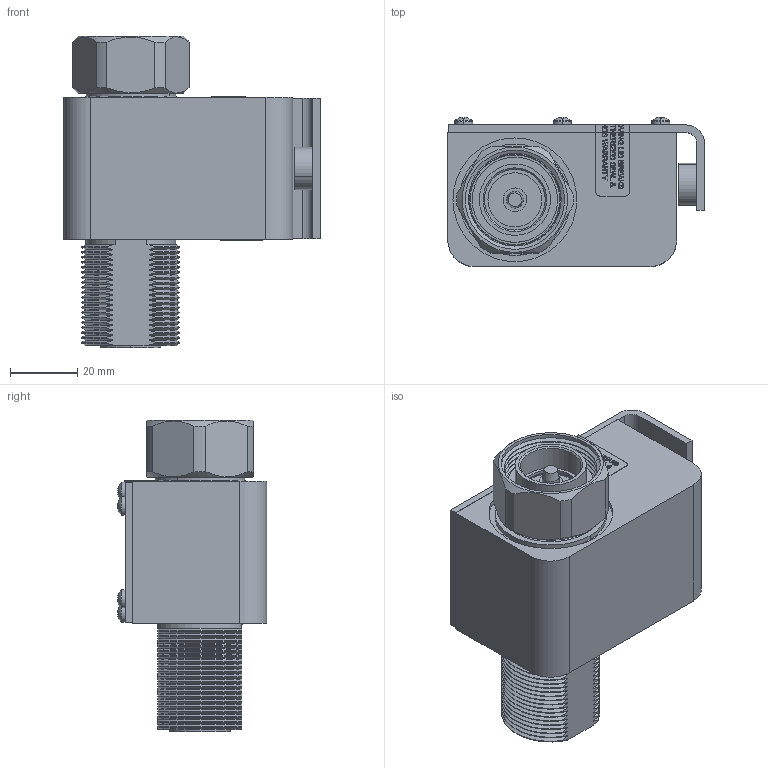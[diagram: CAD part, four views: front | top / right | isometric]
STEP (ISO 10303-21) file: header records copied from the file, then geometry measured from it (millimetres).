
FILE_DESCRIPTION (( 'STEP AP214' ), '1' );
FILE_NAME ('LCSP1034.STEP', '2018-04-04T16:22:35', ( '' ), ( '' ), 'SwSTEP 2.0', 'SolidWorks 2017', '' );
FILE_SCHEMA (( 'AUTOMOTIVE_DESIGN' ));
Length unit declared in the file: inch
Products named in the file (32): LCSP1034; 7040-0079; TEFLON^2171-1308; 2172-1304-O-RING^2172-1304; 2172-1304-RETAINING RING^2172-1304; 1708-1211; 2172-1304-SNAP RING^2172-1304; 2172-1304-NUT^2172-1304; 2172-1304-PIN^2172-1304; 7020-2798; 2171-1308; 2172-1304-PINCAP^2172-1304; 2172-1304-BODY^2172-1304; 7020-1394; 2172-1304-TEFLON^2172-1304; 1081-0251-05; 9020-0070; PRESSFIT COLLAR^2171-1308; 2107-327; 4001-0056; 5220-0013; 2003-3267_BLK; 9040-0362; 4033-0125; 1101-0211-03; BODY^2171-1308; 7040-0066; 5330-0199-01; PINCAP^2171-1308; 2172-1304_2172-1304; CRIMPED PIN^2171-1308; 1103-0002
Assembly tree (39 placements, depth 3):
  LCSP1034
    5330-0199-01
    2171-1308
      BODY^2171-1308
      CRIMPED PIN^2171-1308
      PINCAP^2171-1308
      PRESSFIT COLLAR^2171-1308
      TEFLON^2171-1308
    1101-0211-03
    1103-0002
    7040-0066  x2
    9040-0362
      2107-327  x2
      4001-0056
      4033-0125  x2
    7040-0079
    1081-0251-05  x6
    9020-0070
      5220-0013
      1708-1211
    2003-3267_BLK
    7020-1394
    7020-2798
    2172-1304_2172-1304
      2172-1304-BODY^2172-1304
      2172-1304-NUT^2172-1304
      2172-1304-PIN^2172-1304
      2172-1304-PINCAP^2172-1304
      2172-1304-RETAINING RING^2172-1304
      2172-1304-SNAP RING^2172-1304
      2172-1304-O-RING^2172-1304
      2172-1304-TEFLON^2172-1304
Bounding box: 76.45 x 44.45 x 92.77 mm (x, y, z)
Volume: 106269.7 mm3; surface area: 66371.8 mm2
Topology: 35 solids, 35 shells, 3126 faces, 8011 edges, 5091 vertices
Faces by surface type: plane 1496, cylinder 780, cone 512, bspline 290, torus 46, sphere 2
Entity records: 91245 total; most frequent: CARTESIAN_POINT 25013, ORIENTED_EDGE 13534, DIRECTION 11294, EDGE_CURVE 6767, VERTEX_POINT 4403, VECTOR 3808, LINE 3808, AXIS2_PLACEMENT_3D 3743
